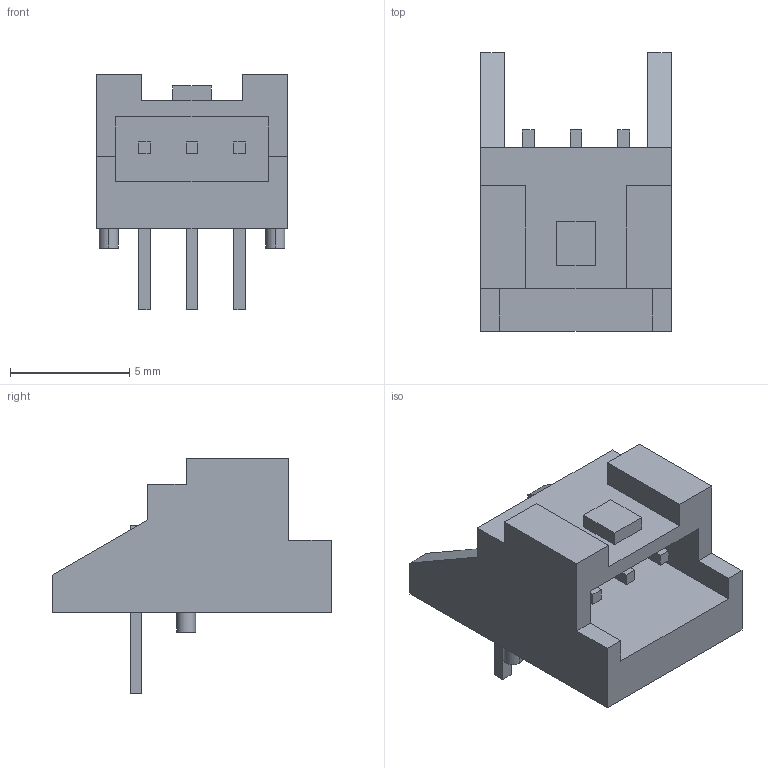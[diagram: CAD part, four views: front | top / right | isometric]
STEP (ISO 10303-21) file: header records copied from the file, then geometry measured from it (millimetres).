
FILE_DESCRIPTION(('FreeCAD Model'),'2;1');
FILE_NAME('S03B-PASK-2.step', '2019-06-03T14:19:00',('kicad StepUp'),('ksu MCAD'), 'Open CASCADE STEP processor 7.3','FreeCAD','Unknown');
FILE_SCHEMA(('AUTOMOTIVE_DESIGN { 1 0 10303 214 1 1 1 1 }'));
Length unit declared in the file: millimetre
Products named in the file (1): S03B-PASK-2
Bounding box: 8 x 11.7 x 9.9 mm (x, y, z)
Volume: 267.9 mm3; surface area: 515.8 mm2
Topology: 1 solids, 1 shells, 73 faces, 186 edges, 124 vertices
Faces by surface type: plane 69, cylinder 4
Entity records: 2692 total; most frequent: CARTESIAN_POINT 384, ORIENTED_EDGE 372, DIRECTION 342, EDGE_CURVE 186, LINE 178, VECTOR 178, VERTEX_POINT 124, AXIS2_PLACEMENT_3D 82
